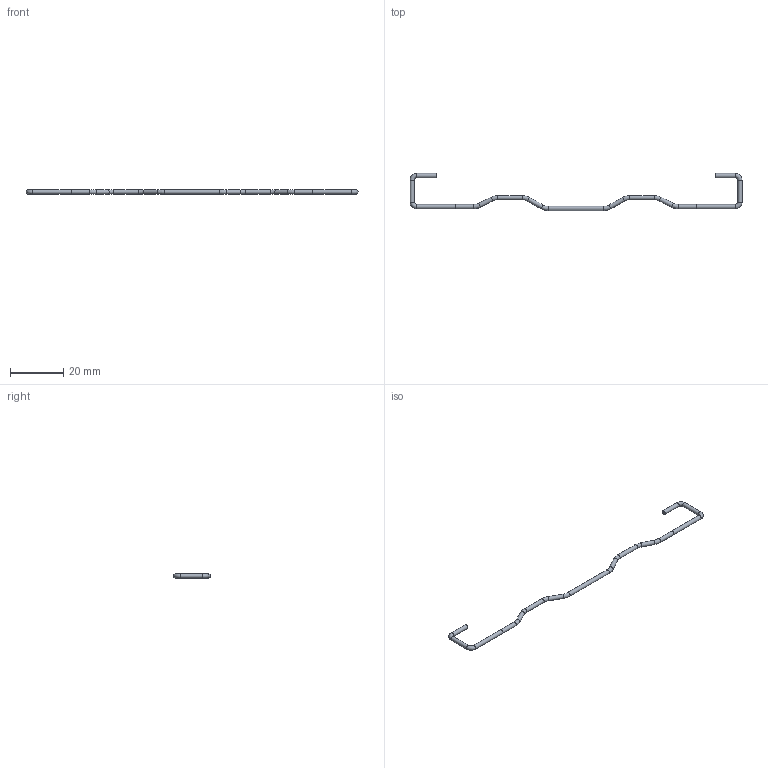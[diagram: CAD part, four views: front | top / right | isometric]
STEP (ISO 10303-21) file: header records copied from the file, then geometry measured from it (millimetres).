
FILE_DESCRIPTION(/* description */ (''),/* implementation_level */ '2;1');
FILE_NAME(/* name */ '7u_wire.step',/* time_stamp */ '2023-06-25T20:20:51+02:00',/* author */ (''),/* organization */ (''),/* preprocessor_version */ 'ST-DEVELOPER v19.2',/* originating_system */ 'Autodesk Translation Framework v12.6.0.85',/* authorisation */ '');
FILE_SCHEMA (('AUTOMOTIVE_DESIGN { 1 0 10303 214 3 1 1 }'));
Length unit declared in the file: millimetre
Products named in the file (1): 7U 1.6mm wire KLC
Bounding box: 125 x 14 x 1.6 mm (x, y, z)
Volume: 332.9 mm3; surface area: 836.4 mm2
Topology: 1 solids, 1 shells, 29 faces, 88 edges, 61 vertices
Faces by surface type: cylinder 15, torus 12, plane 2
Full cylindrical faces by diameter (mm): 1.6 x15
Entity records: 1091 total; most frequent: DIRECTION 221, CARTESIAN_POINT 179, ORIENTED_EDGE 176, AXIS2_PLACEMENT_3D 103, EDGE_CURVE 88, CIRCLE 73, VERTEX_POINT 61, FACE_OUTER_BOUND 29
